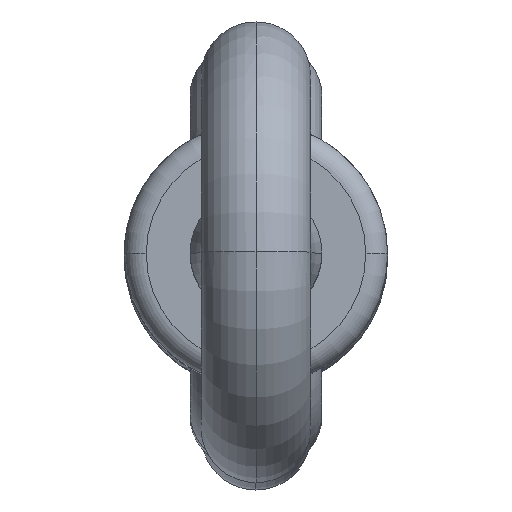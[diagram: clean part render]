
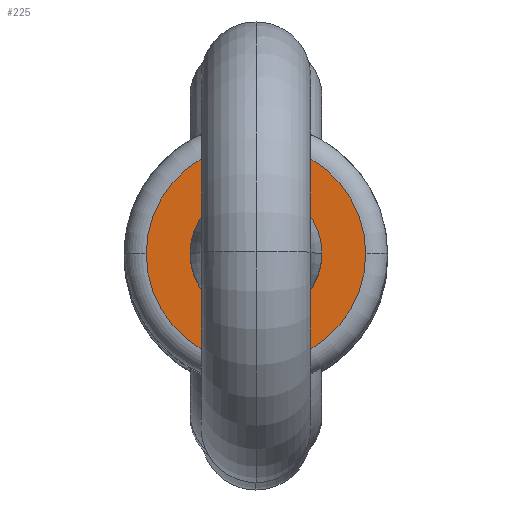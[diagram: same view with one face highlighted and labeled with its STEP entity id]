
A CAD part, top view. The second image highlights one B-rep face of the part: STEP entity #225.
In plain terms, the highlighted planar face has unit normal (0, 0, 1).
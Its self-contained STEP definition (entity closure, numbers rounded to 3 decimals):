
#225 = ADVANCED_FACE ( 'NONE', ( #13128, #19333 ), #3566, .F. ) ;
#354 = EDGE_CURVE ( 'NONE', #15416, #20558, #15126, .T. ) ;
#560 = CARTESIAN_POINT ( 'NONE',  ( 0., 0., 55. ) ) ;
#3566 = PLANE ( 'NONE',  #3791 ) ;
#3642 = DIRECTION ( 'NONE',  ( 0., 0., -1. ) ) ;
#3791 = AXIS2_PLACEMENT_3D ( 'NONE', #16275, #3642, #13190 ) ;
#4817 = AXIS2_PLACEMENT_3D ( 'NONE', #560, #13374, #17961 ) ;
#6195 = AXIS2_PLACEMENT_3D ( 'NONE', #11429, #8412, #19505 ) ;
#6288 = EDGE_CURVE ( 'NONE', #17645, #6923, #14766, .T. ) ;
#6374 = CARTESIAN_POINT ( 'NONE',  ( 0., 0., 55. ) ) ;
#6923 = VERTEX_POINT ( 'NONE', #9892 ) ;
#7979 = DIRECTION ( 'NONE',  ( -1., 0., 0. ) ) ;
#8118 = DIRECTION ( 'NONE',  ( -1., 0., 0. ) ) ;
#8412 = DIRECTION ( 'NONE',  ( 0., 0., -1. ) ) ;
#9892 = CARTESIAN_POINT ( 'NONE',  ( 5., 0., 55. ) ) ;
#10321 = CIRCLE ( 'NONE', #15455, 5. ) ;
#11429 = CARTESIAN_POINT ( 'NONE',  ( 0., 0., 55. ) ) ;
#11722 = ORIENTED_EDGE ( 'NONE', *, *, #11879, .T. ) ;
#11879 = EDGE_CURVE ( 'NONE', #6923, #17645, #10321, .T. ) ;
#11963 = AXIS2_PLACEMENT_3D ( 'NONE', #6374, #17468, #7979 ) ;
#12053 = ORIENTED_EDGE ( 'NONE', *, *, #354, .T. ) ;
#12481 = EDGE_LOOP ( 'NONE', ( #16997, #12053 ) ) ;
#12837 = CARTESIAN_POINT ( 'NONE',  ( 3., 0., 55. ) ) ;
#12919 = EDGE_CURVE ( 'NONE', #20558, #15416, #14273, .T. ) ;
#13128 = FACE_BOUND ( 'NONE', #12481, .T. ) ;
#13190 = DIRECTION ( 'NONE',  ( -1., 0., 0. ) ) ;
#13374 = DIRECTION ( 'NONE',  ( 0., 0., -1. ) ) ;
#14035 = CARTESIAN_POINT ( 'NONE',  ( -3., 0., 55. ) ) ;
#14273 = CIRCLE ( 'NONE', #4817, 3. ) ;
#14345 = ORIENTED_EDGE ( 'NONE', *, *, #6288, .T. ) ;
#14447 = CARTESIAN_POINT ( 'NONE',  ( -5., 0., 55. ) ) ;
#14766 = CIRCLE ( 'NONE', #11963, 5. ) ;
#15126 = CIRCLE ( 'NONE', #6195, 3. ) ;
#15137 = EDGE_LOOP ( 'NONE', ( #14345, #11722 ) ) ;
#15416 = VERTEX_POINT ( 'NONE', #14035 ) ;
#15455 = AXIS2_PLACEMENT_3D ( 'NONE', #17617, #19196, #8118 ) ;
#16275 = CARTESIAN_POINT ( 'NONE',  ( 0., 6., 55. ) ) ;
#16997 = ORIENTED_EDGE ( 'NONE', *, *, #12919, .T. ) ;
#17468 = DIRECTION ( 'NONE',  ( 0., 0., 1. ) ) ;
#17617 = CARTESIAN_POINT ( 'NONE',  ( 0., 0., 55. ) ) ;
#17645 = VERTEX_POINT ( 'NONE', #14447 ) ;
#17961 = DIRECTION ( 'NONE',  ( -1., 0., 0. ) ) ;
#19196 = DIRECTION ( 'NONE',  ( 0., 0., 1. ) ) ;
#19333 = FACE_OUTER_BOUND ( 'NONE', #15137, .T. ) ;
#19505 = DIRECTION ( 'NONE',  ( -1., 0., 0. ) ) ;
#20558 = VERTEX_POINT ( 'NONE', #12837 ) ;
